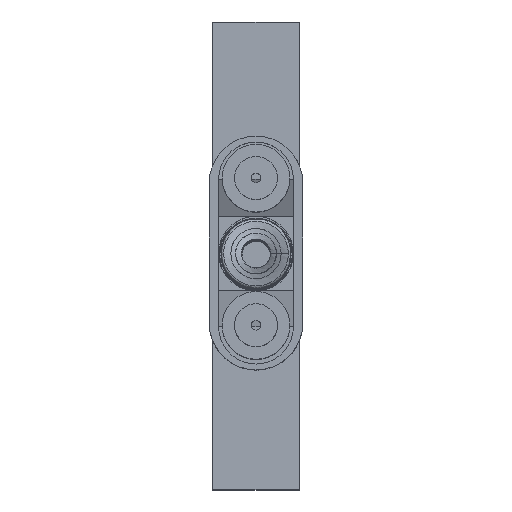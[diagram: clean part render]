
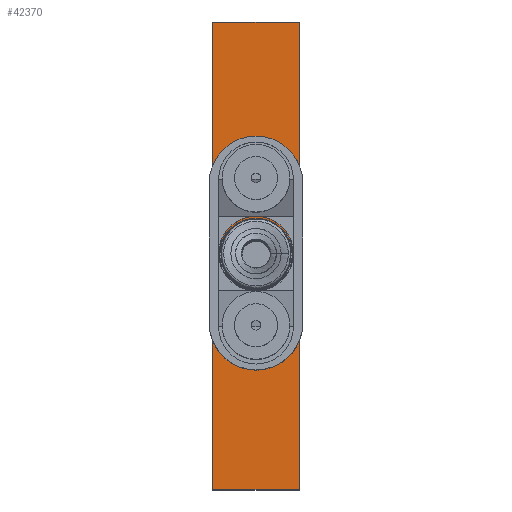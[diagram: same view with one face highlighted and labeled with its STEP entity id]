
A CAD part, top view. The second image highlights one B-rep face of the part: STEP entity #42370.
In plain terms, the highlighted planar face has unit normal (0, 0, 1).
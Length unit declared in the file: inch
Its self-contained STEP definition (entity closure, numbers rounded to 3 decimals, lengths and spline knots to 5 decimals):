
#42086=DIRECTION('',(0.,-1.,0.));
#42087=VECTOR('',#42086,2.);
#42088=CARTESIAN_POINT('',(-0.185,1.,0.75));
#42089=LINE('',#42088,#42087);
#42122=DIRECTION('',(1.,0.,0.));
#42123=VECTOR('',#42122,0.37);
#42124=CARTESIAN_POINT('',(-0.185,1.,0.75));
#42125=LINE('',#42124,#42123);
#42126=CARTESIAN_POINT('',(0.,0.,0.75));
#42127=DIRECTION('',(0.,0.,1.));
#42128=DIRECTION('',(1.,0.,0.));
#42129=AXIS2_PLACEMENT_3D('',#42126,#42127,#42128);
#42131=CARTESIAN_POINT('',(0.,0.,0.75));
#42132=DIRECTION('',(0.,0.,1.));
#42133=DIRECTION('',(-1.,0.,0.));
#42134=AXIS2_PLACEMENT_3D('',#42131,#42132,#42133);
#42160=DIRECTION('',(1.,0.,0.));
#42161=VECTOR('',#42160,0.37);
#42162=CARTESIAN_POINT('',(-0.185,-1.,0.75));
#42163=LINE('',#42162,#42161);
#42164=DIRECTION('',(0.,-1.,0.));
#42165=VECTOR('',#42164,2.);
#42166=CARTESIAN_POINT('',(0.185,1.,0.75));
#42167=LINE('',#42166,#42165);
#42266=CARTESIAN_POINT('',(-0.185,1.,0.75));
#42267=CARTESIAN_POINT('',(-0.185,-1.,0.75));
#42268=VERTEX_POINT('',#42266);
#42269=VERTEX_POINT('',#42267);
#42274=CARTESIAN_POINT('',(0.185,1.,0.75));
#42275=CARTESIAN_POINT('',(0.185,-1.,0.75));
#42276=VERTEX_POINT('',#42274);
#42277=VERTEX_POINT('',#42275);
#42318=CARTESIAN_POINT('',(0.14,0.,0.75));
#42319=CARTESIAN_POINT('',(-0.14,0.,0.75));
#42320=VERTEX_POINT('',#42318);
#42321=VERTEX_POINT('',#42319);
#42350=CARTESIAN_POINT('',(-0.185,1.,0.75));
#42351=DIRECTION('',(0.,0.,1.));
#42352=DIRECTION('',(0.,-1.,0.));
#42353=AXIS2_PLACEMENT_3D('',#42350,#42351,#42352);
#42354=PLANE('',#42353);
#42355=ORIENTED_EDGE('',*,*,#42327,.F.);
#42357=ORIENTED_EDGE('',*,*,#42356,.T.);
#42359=ORIENTED_EDGE('',*,*,#42358,.T.);
#42361=ORIENTED_EDGE('',*,*,#42360,.F.);
#42362=EDGE_LOOP('',(#42355,#42357,#42359,#42361));
#42363=FACE_OUTER_BOUND('',#42362,.F.);
#42365=ORIENTED_EDGE('',*,*,#42364,.T.);
#42367=ORIENTED_EDGE('',*,*,#42366,.T.);
#42368=EDGE_LOOP('',(#42365,#42367));
#42369=FACE_BOUND('',#42368,.F.);
#42370=ADVANCED_FACE('',(#42363,#42369),#42354,.T.);
#42130=CIRCLE('',#42129,0.14);
#42135=CIRCLE('',#42134,0.14);
#42327=EDGE_CURVE('',#42268,#42269,#42089,.T.);
#42356=EDGE_CURVE('',#42268,#42276,#42125,.T.);
#42358=EDGE_CURVE('',#42276,#42277,#42167,.T.);
#42360=EDGE_CURVE('',#42269,#42277,#42163,.T.);
#42364=EDGE_CURVE('',#42320,#42321,#42130,.T.);
#42366=EDGE_CURVE('',#42321,#42320,#42135,.T.);
